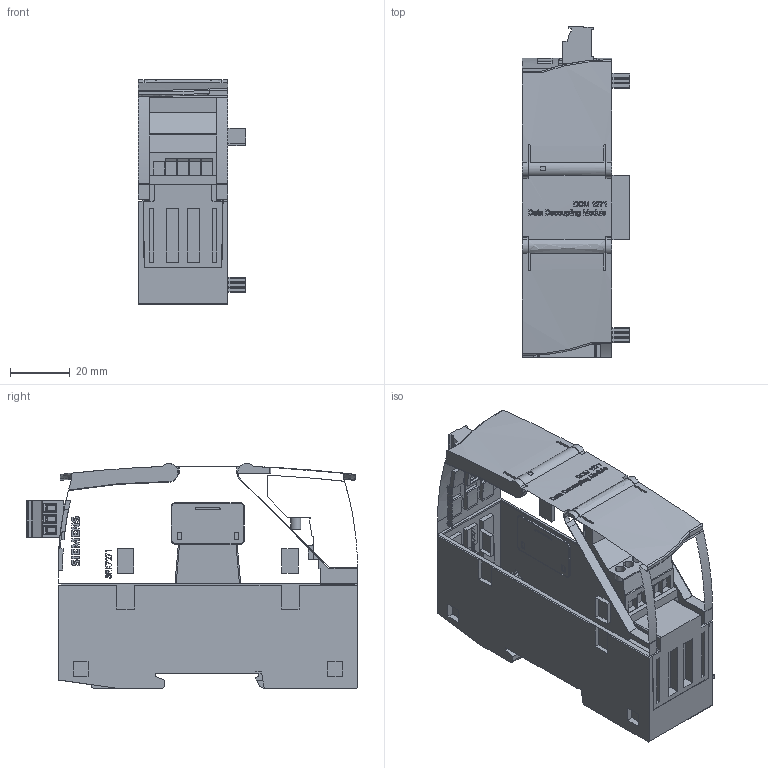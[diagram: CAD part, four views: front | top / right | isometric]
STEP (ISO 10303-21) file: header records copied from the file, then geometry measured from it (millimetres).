
FILE_DESCRIPTION(('STEP AP214'),'1');
FILE_NAME('cctmp_B0D2DB7E-DD74-4B7B-A2A1-50837447BD8E_2023_07_21_09_59_31_0930..stp','2023-07-21T07:59:34',('SIEMENS A&D'),('CADClick - www.CADClick.com'),'Spatial InterOp 3D postprocessed',' ','unknown authorization');
FILE_SCHEMA(('AUTOMOTIVE_DESIGN'));
Length unit declared in the file: millimetre
Products named in the file (1): 2023_07_21_09_59_31_0836
Bounding box: 36 x 110.54 x 75.1 mm (x, y, z)
Volume: 195761.9 mm3; surface area: 37276.9 mm2
Topology: 1 solids, 1 shells, 1289 faces, 3523 edges, 2336 vertices
Faces by surface type: plane 800, cylinder 262, bspline 225, cone 2
Entity records: 54146 total; most frequent: CARTESIAN_POINT 19058, ORIENTED_EDGE 7042, DIRECTION 5537, EDGE_CURVE 3521, VERTEX_POINT 2336, LINE 2335, VECTOR 2335, AXIS2_PLACEMENT_3D 1601
